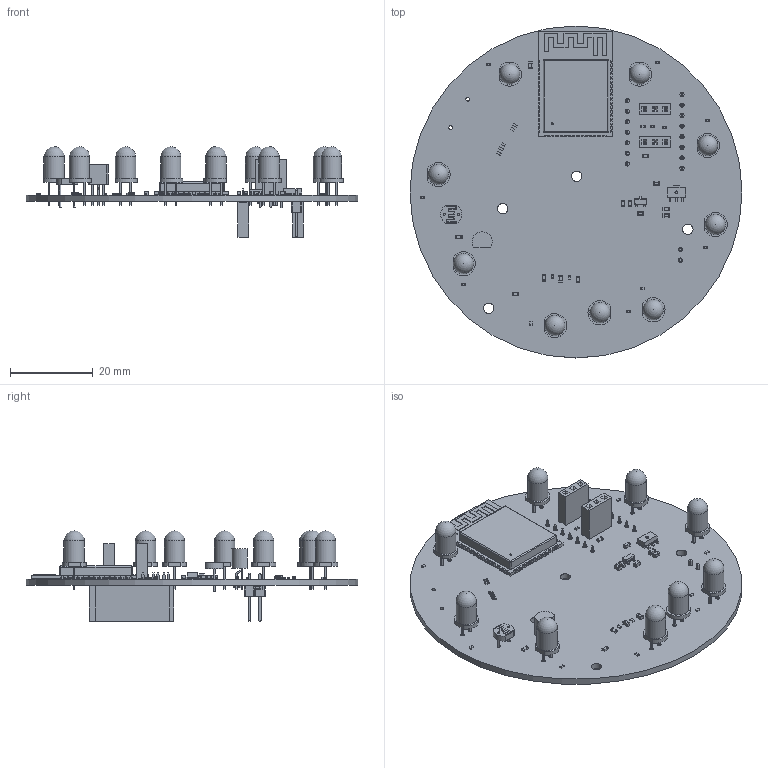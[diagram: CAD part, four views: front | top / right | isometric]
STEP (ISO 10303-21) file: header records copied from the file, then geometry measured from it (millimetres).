
FILE_DESCRIPTION(('KiCad electronic assembly'),'2;1');
FILE_NAME('esp32s3_pcb.step','2025-07-07T19:22:47',('Pcbnew'),('Kicad'), 'Open CASCADE STEP processor 7.5','KiCad to STEP converter','Unknown' );
FILE_SCHEMA(('AUTOMOTIVE_DESIGN { 1 0 10303 214 1 1 1 1 }'));
Length unit declared in the file: millimetre
Products named in the file (18): esp32s3_pcb 1; C_0603_1608Metric; LED_D5.0mm_IRGrey; SOT-89-3; esp32s3_pcb 1.4.1; R_0603_1608Metric; R_0402_1005Metric; TO-92; SOT-23-3; R_LDR_5.1x4.3mm_P3.4mm_Vertical; LED_D5.0mm; PinSocket_1x03_P2.54mm_Vertical; ESP32-S3-WROOM-1; PinSocket_1x07_P2.54mm_Vertical; R_0805_2012Metric; PinSocket_1x08_P2.54mm_Vertical; PinHeader_1x02_P2.54mm_Vertical; esp32s3_pcb_PCB
Assembly tree (55 placements, depth 3):
  esp32s3_pcb 1
    C_0603_1608Metric  x10
    LED_D5.0mm_IRGrey  x8
    SOT-89-3
      esp32s3_pcb 1.4.1
    R_0603_1608Metric  x4
    R_0402_1005Metric  x19
    TO-92
    SOT-23-3
    R_LDR_5.1x4.3mm_P3.4mm_Vertical
    LED_D5.0mm
    PinSocket_1x03_P2.54mm_Vertical  x2
    ESP32-S3-WROOM-1
    PinSocket_1x07_P2.54mm_Vertical
    R_0805_2012Metric
    PinSocket_1x08_P2.54mm_Vertical
    PinHeader_1x02_P2.54mm_Vertical
    esp32s3_pcb_PCB
Bounding box: 80 x 80 x 21.82 mm (x, y, z)
Volume: 11185.2 mm3; surface area: 16667.1 mm2
Topology: 110 solids, 110 shells, 3218 faces, 7963 edges, 5064 vertices
Faces by surface type: plane 2685, cylinder 504, bspline 16, sphere 13
Full cylindrical faces by diameter (mm): 0.2 x12, 0.5 x5, 0.7 x1, 0.75 x3, 0.8 x2, 0.9 x20, 1 x23, 2.5 x4, 4.9 x9, 80 x1
Entity records: 63981 total; most frequent: CARTESIAN_POINT 11155, ORIENTED_EDGE 10816, DIRECTION 10335, EDGE_CURVE 5408, LINE 4953, VECTOR 4953, VERTEX_POINT 3399, AXIS2_PLACEMENT_3D 2691
